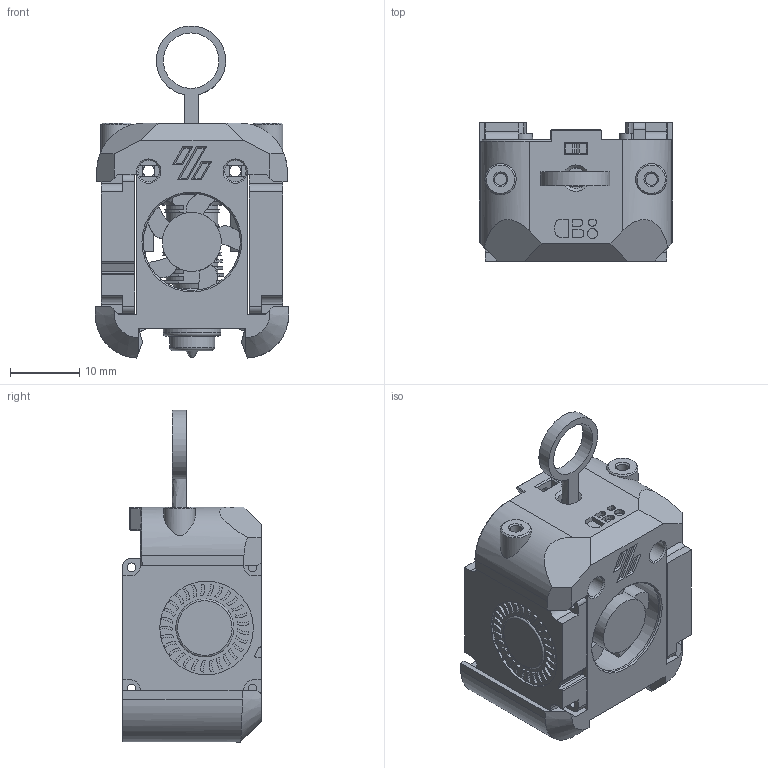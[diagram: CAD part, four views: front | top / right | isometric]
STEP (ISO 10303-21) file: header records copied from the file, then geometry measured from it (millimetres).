
FILE_DESCRIPTION(/* description */ (''),/* implementation_level */ '2;1');
FILE_NAME(/* name */ 'DB_Ornament.step',/* time_stamp */ '2023-12-03T21:38:24Z',/* author */ (''),/* organization */ (''),/* preprocessor_version */ 'ST-DEVELOPER v20',/* originating_system */ 'Autodesk Translation Framework v12.14.0.127',/* authorisation */ '');
FILE_SCHEMA (('AUTOMOTIVE_DESIGN { 1 0 10303 214 3 1 1 }'));
Length unit declared in the file: millimetre
Products named in the file (8): DB_Model; 3010_Fan; Cowl; MainBody; 4010 - Blower; 4010 - Blower (1); Hanger; Revo Voron
Assembly tree (7 placements, depth 3):
  DB_Model
    3010_Fan
    Cowl
      MainBody
    4010 - Blower
    4010 - Blower (1)
    Hanger
    Revo Voron
Bounding box: 27.9 x 20 x 47.9 mm (x, y, z)
Volume: 10645.7 mm3; surface area: 10169.7 mm2
Topology: 6 solids, 13 shells, 968 faces, 2475 edges, 1631 vertices
Faces by surface type: plane 597, cylinder 277, bspline 47, cone 41, torus 6
Full cylindrical faces by diameter (mm): 1.25 x6, 1.45 x2, 1.7 x4, 1.708 x1, 1.709 x3, 1.75 x4, 1.85 x1, 2.35 x6, 3 x6, 3.1 x2, 4.5 x2, 6.5 x1, 8 x1, 8.35 x1, 8.375 x2, 8.5 x1, 10 x1, 13.5 x2, 14 x2
Entity records: 30829 total; most frequent: CARTESIAN_POINT 6736, ORIENTED_EDGE 4948, DIRECTION 4909, EDGE_CURVE 2474, AXIS2_PLACEMENT_3D 1643, VERTEX_POINT 1631, LINE 1623, VECTOR 1623
